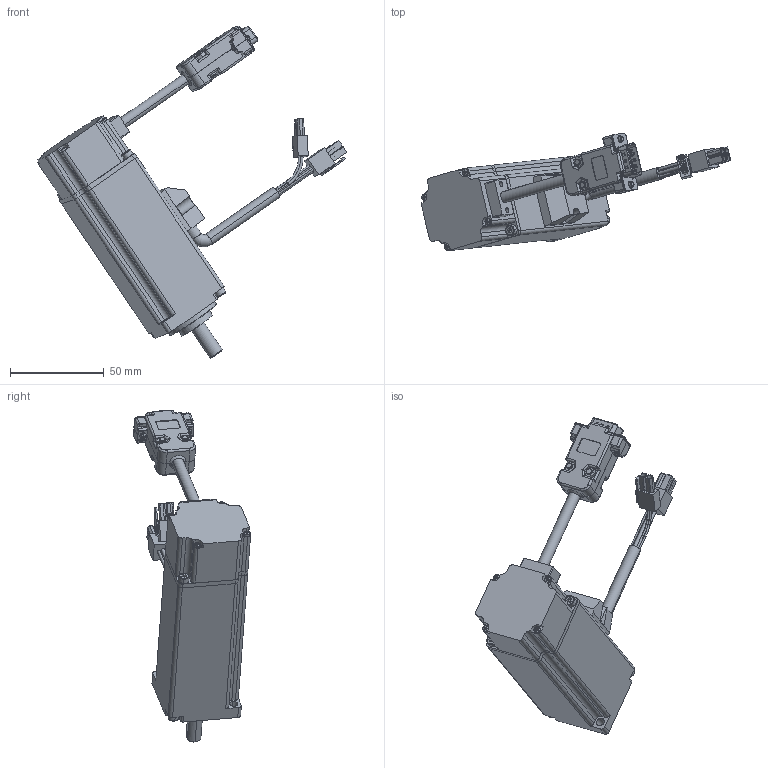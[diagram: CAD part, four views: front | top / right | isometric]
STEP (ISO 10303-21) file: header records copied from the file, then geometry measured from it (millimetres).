
FILE_DESCRIPTION (( 'STEP AP214' ), '1' );
FILE_NAME ('40BST-C01330Z.STEP', '2022-01-18T08:03:52', ( '' ), ( '' ), 'SwSTEP 2.0', 'SolidWorks 2020', '' );
FILE_SCHEMA (( 'AUTOMOTIVE_DESIGN' ));
Length unit declared in the file: millimetre
Products named in the file (30): 萇儂盄; 43782_07; 43782_06; cross recessed small pan head screws gb_GB_CROSS_SCREWS_TYPE3 M2X5-5-N; 43782_10; 43782_08; 43782_12; 160BST-ZC; 43782_03; 晤鎢ん盄; 43782; 43782_05; 43782_02; DB9 in plastic case - cable; 43782_09; 等揤盄裔; 43782_04; hexagon socket head cap screws gb_GB_FASTENER_SCREWS_HSHCS M3X16-N; 43782_11; 43782_01; Plastika za DB9; 2R; 60BST惕掅; 4R; 40BST-C01330Z; 60BST綴欶; 43782_13; 誘盄杶; 60BST堤粣; 60ヶ傷
Assembly tree (35 placements, depth 4):
  40BST-C01330Z
    60BST惕掅
    60BST綴欶
    60BST堤粣
    60ヶ傷
    160BST-ZC
    晤鎢ん盄
    萇儂盄
    DB9 in plastic case - cable
      Plastika za DB9
      43782
        43782_13
        43782_12
        43782_11
        43782_10
        43782_09
        43782_08
        43782_07
        43782_06
        43782_05
        43782_04
        43782_03
        43782_02
        43782_01
    4R
    等揤盄裔
    誘盄杶
    hexagon socket head cap screws gb_GB_FASTENER_SCREWS_HSHCS M3X16-N  x4
    2R
    cross recessed small pan head screws gb_GB_CROSS_SCREWS_TYPE3 M2X5-5-N  x4
Bounding box: 165.19 x 62.55 x 177.13 mm (x, y, z)
Volume: 191612.3 mm3; surface area: 51072.3 mm2
Topology: 43 solids, 43 shells, 1471 faces, 3707 edges, 2335 vertices
Faces by surface type: plane 708, cylinder 597, bspline 79, cone 65, torus 14, sphere 8
Entity records: 51599 total; most frequent: CARTESIAN_POINT 8433, DIRECTION 6805, ORIENTED_EDGE 6510, EDGE_CURVE 3255, AXIS2_PLACEMENT_3D 2410, VERTEX_POINT 2104, VECTOR 1985, LINE 1985
